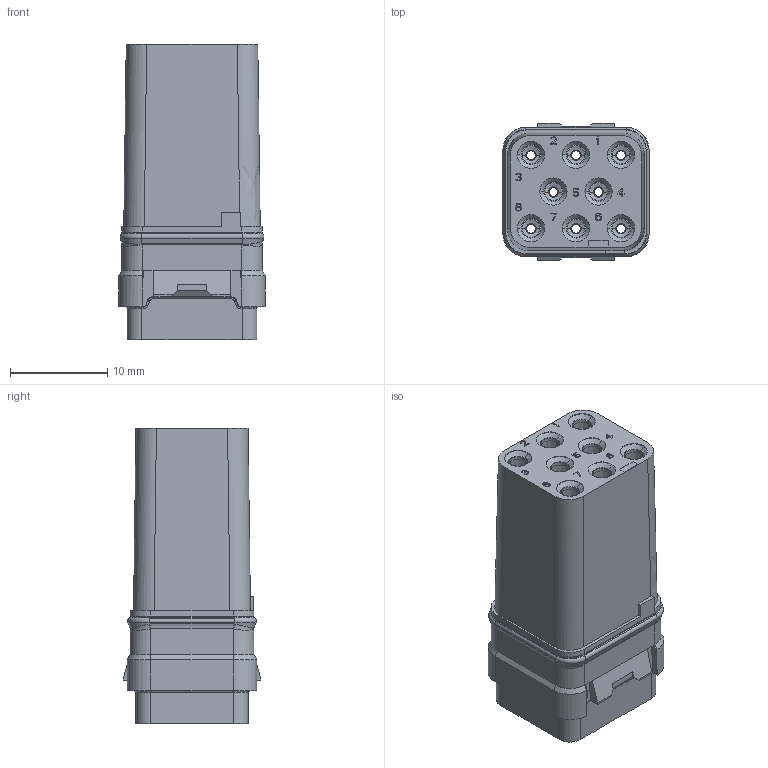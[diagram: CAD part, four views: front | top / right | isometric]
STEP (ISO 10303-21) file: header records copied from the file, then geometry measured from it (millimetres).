
FILE_DESCRIPTION((''),'2;1');
FILE_NAME('SIM3E0816SN','2020-07-31T',('presta_be4'),(''),'CREO PARAMETRIC BY PTC INC, 2018360','CREO PARAMETRIC BY PTC INC, 2018360','');
FILE_SCHEMA(('CONFIG_CONTROL_DESIGN'));
Products named in the file (1): SIM3E0816SN
Bounding box: 15 x 14.1 x 30.34 mm (x, y, z)
Volume: 3146 mm3; surface area: 5538.1 mm2
Topology: 1 solids, 1 shells, 2311 faces, 5894 edges, 3636 vertices
Faces by surface type: plane 973, cylinder 434, torus 328, bspline 312, cone 200, sphere 64
Entity records: 90448 total; most frequent: CARTESIAN_POINT 37007, ORIENTED_EDGE 11788, DIRECTION 10310, EDGE_CURVE 5894, AXIS2_PLACEMENT_3D 3655, VERTEX_POINT 3636, VECTOR 3000, LINE 3000
